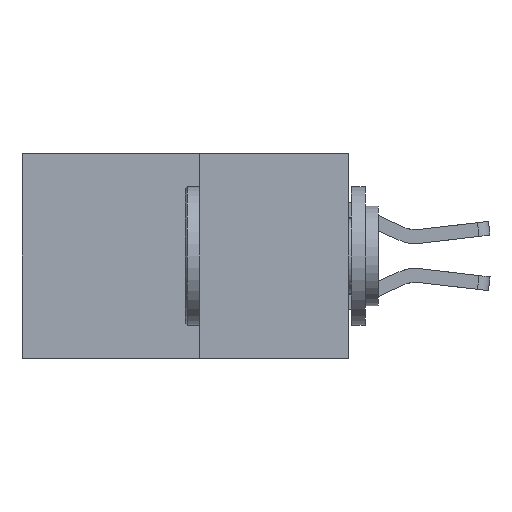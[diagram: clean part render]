
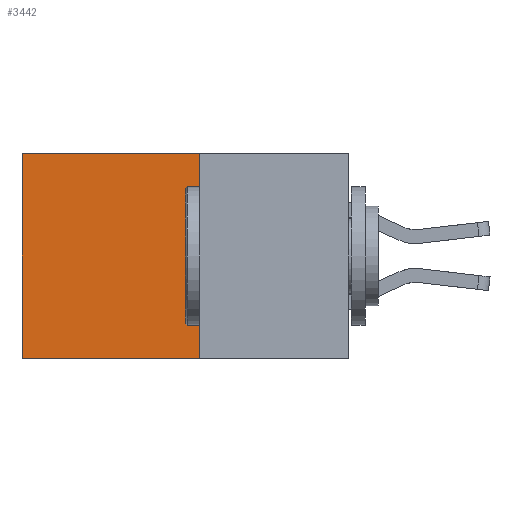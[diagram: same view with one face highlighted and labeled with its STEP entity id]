
A CAD part, left-side view. The second image highlights one B-rep face of the part: STEP entity #3442.
In plain terms, the highlighted planar face has unit normal (-1, 0, 0).
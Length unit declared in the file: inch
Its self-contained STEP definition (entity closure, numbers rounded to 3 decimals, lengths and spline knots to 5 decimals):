
#128 = CARTESIAN_POINT ( 'NONE',  ( 0.277, 0.27, -0.37 ) ) ;
#151 = CARTESIAN_POINT ( 'NONE',  ( 0.277, 0.59, 0. ) ) ;
#410 = VECTOR ( 'NONE', #446, 39.37008 ) ;
#434 = VECTOR ( 'NONE', #8120, 39.37008 ) ;
#446 = DIRECTION ( 'NONE',  ( 0., 1., 0. ) ) ;
#508 = CARTESIAN_POINT ( 'NONE',  ( 0.277, 0.27, -0.37 ) ) ;
#594 = DIRECTION ( 'NONE',  ( 0., 0., -1. ) ) ;
#847 = CARTESIAN_POINT ( 'NONE',  ( 0.277, 0.27, 0. ) ) ;
#854 = CARTESIAN_POINT ( 'NONE',  ( 0.277, 0.27, 0. ) ) ;
#920 = EDGE_CURVE ( 'NONE', #6337, #2530, #2918, .T. ) ;
#1287 = LINE ( 'NONE', #9108, #5031 ) ;
#2275 = FACE_OUTER_BOUND ( 'NONE', #2435, .T. ) ;
#2374 = LINE ( 'NONE', #847, #410 ) ;
#2418 = CARTESIAN_POINT ( 'NONE',  ( 0.277, 0.27, -0.37 ) ) ;
#2435 = EDGE_LOOP ( 'NONE', ( #5329, #5375, #5389, #5614 ) ) ;
#2530 = VERTEX_POINT ( 'NONE', #2418 ) ;
#2918 = LINE ( 'NONE', #508, #8424 ) ;
#3254 = DIRECTION ( 'NONE',  ( 0., 0., -1. ) ) ;
#3442 = ADVANCED_FACE ( 'NONE', ( #2275 ), #5599, .F. ) ;
#3704 = AXIS2_PLACEMENT_3D ( 'NONE', #7575, #4799, #4591 ) ;
#3870 = VERTEX_POINT ( 'NONE', #151 ) ;
#4135 = EDGE_CURVE ( 'NONE', #6337, #3870, #2374, .T. ) ;
#4591 = DIRECTION ( 'NONE',  ( 0., 0., -1. ) ) ;
#4799 = DIRECTION ( 'NONE',  ( 1., 0., 0. ) ) ;
#5031 = VECTOR ( 'NONE', #594, 39.37008 ) ;
#5329 = ORIENTED_EDGE ( 'NONE', *, *, #8905, .T. ) ;
#5348 = VERTEX_POINT ( 'NONE', #6417 ) ;
#5375 = ORIENTED_EDGE ( 'NONE', *, *, #8628, .F. ) ;
#5389 = ORIENTED_EDGE ( 'NONE', *, *, #920, .F. ) ;
#5599 = PLANE ( 'NONE',  #3704 ) ;
#5614 = ORIENTED_EDGE ( 'NONE', *, *, #4135, .T. ) ;
#6337 = VERTEX_POINT ( 'NONE', #854 ) ;
#6370 = LINE ( 'NONE', #128, #434 ) ;
#6417 = CARTESIAN_POINT ( 'NONE',  ( 0.277, 0.59, -0.37 ) ) ;
#7575 = CARTESIAN_POINT ( 'NONE',  ( 0.277, 0.27, -0.37 ) ) ;
#8120 = DIRECTION ( 'NONE',  ( 0., 1., 0. ) ) ;
#8424 = VECTOR ( 'NONE', #3254, 39.37008 ) ;
#8628 = EDGE_CURVE ( 'NONE', #2530, #5348, #6370, .T. ) ;
#8905 = EDGE_CURVE ( 'NONE', #3870, #5348, #1287, .T. ) ;
#9108 = CARTESIAN_POINT ( 'NONE',  ( 0.277, 0.59, -0.37 ) ) ;
